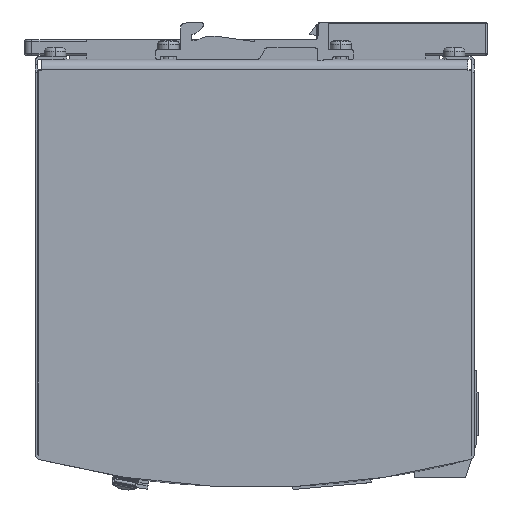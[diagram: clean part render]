
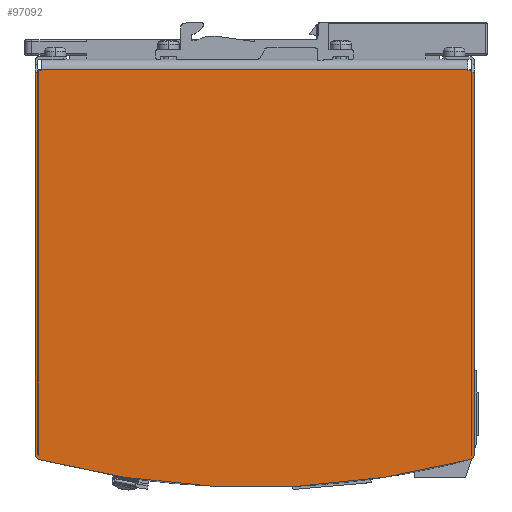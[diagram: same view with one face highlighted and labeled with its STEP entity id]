
A CAD part, left-side view. The second image highlights one B-rep face of the part: STEP entity #97092.
In plain terms, the highlighted planar face has unit normal (-1, 0, 0).
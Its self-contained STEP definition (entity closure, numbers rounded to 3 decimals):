
#78=DIRECTION('',(0.,0.,1.));
#79=VECTOR('',#78,107.631);
#80=CARTESIAN_POINT('',(-34.686,-62.199,-109.781));
#81=LINE('',#80,#79);
#263=DIRECTION('',(0.,0.,1.));
#264=VECTOR('',#263,108.595);
#265=CARTESIAN_POINT('',(-34.686,60.203,-110.195));
#266=LINE('',#265,#264);
#271=DIRECTION('',(0.,-1.,0.));
#272=VECTOR('',#271,1.);
#273=CARTESIAN_POINT('',(-34.686,60.201,-1.6));
#274=LINE('',#273,#272);
#284=DIRECTION('',(0.,0.,1.));
#285=VECTOR('',#284,0.1);
#286=CARTESIAN_POINT('',(-34.686,59.201,-1.6));
#287=LINE('',#286,#285);
#430=DIRECTION('',(0.,0.,-1.));
#431=VECTOR('',#430,0.1);
#432=CARTESIAN_POINT('',(-34.686,-61.099,
-1.5));
#433=LINE('',#432,#431);
#497=DIRECTION('',(0.,-1.,0.));
#498=VECTOR('',#497,120.3);
#499=CARTESIAN_POINT('',(-34.686,59.201,-1.5));
#500=LINE('',#499,#498);
#3410=DIRECTION('',(0.,0.,-1.));
#3411=VECTOR('',#3410,107.631);
#3412=CARTESIAN_POINT('',(-34.686,-62.949,
-2.15));
#3413=LINE('',#3412,#3411);
#7902=DIRECTION('',(0.,0.,1.));
#7903=VECTOR('',#7902,107.631);
#7904=CARTESIAN_POINT('',(-34.686,61.051,
-109.781));
#7905=LINE('',#7904,#7903);
#7910=DIRECTION('',(0.,-1.,0.));
#7911=VECTOR('',#7910,0.75);
#7912=CARTESIAN_POINT('',(-34.686,61.051,
-2.15));
#7913=LINE('',#7912,#7911);
#7926=DIRECTION('',(0.,0.,-1.));
#7927=VECTOR('',#7926,107.631);
#7928=CARTESIAN_POINT('',(-34.686,60.301,
-2.15));
#7929=LINE('',#7928,#7927);
#7934=DIRECTION('',(0.,0.,1.));
#7935=VECTOR('',#7934,108.598);
#7936=CARTESIAN_POINT('',(-34.686,-62.102,
-110.198));
#7937=LINE('',#7936,#7935);
#7938=CARTESIAN_POINT('',(-34.686,-62.199,
-109.781));
#7939=CARTESIAN_POINT('',(-34.686,-62.199,
-109.853));
#7940=CARTESIAN_POINT('',(-34.686,-62.185,
-110.002));
#7941=CARTESIAN_POINT('',(-34.686,-62.134,
-110.127));
#7942=CARTESIAN_POINT('',(-34.686,-62.102,
-110.198));
#7944=CARTESIAN_POINT('',(-34.686,-61.199,
-109.781));
#7945=DIRECTION('',(-1.,0.,0.));
#7946=DIRECTION('',(0.,-0.252,-0.968));
#7947=AXIS2_PLACEMENT_3D('',#7944,#7945,#7946);
#7949=CARTESIAN_POINT('',(-34.686,-0.949,121.5));
#7950=DIRECTION('',(-1.,0.,0.));
#7951=DIRECTION('',(0.,0.252,-0.968));
#7952=AXIS2_PLACEMENT_3D('',#7949,#7950,#7951);
#7954=CARTESIAN_POINT('',(-34.686,59.301,
-109.781));
#7955=DIRECTION('',(-1.,0.,0.));
#7956=DIRECTION('',(0.,1.,0.));
#7957=AXIS2_PLACEMENT_3D('',#7954,#7955,#7956);
#7959=CARTESIAN_POINT('',(-34.686,59.301,
-109.781));
#7960=DIRECTION('',(1.,0.,0.));
#7961=DIRECTION('',(0.,0.908,-0.418));
#7962=AXIS2_PLACEMENT_3D('',#7959,#7960,#7961);
#7972=DIRECTION('',(0.,-1.,0.));
#7973=VECTOR('',#7972,1.);
#7974=CARTESIAN_POINT('',(-34.686,-61.099,
-1.6));
#7975=LINE('',#7974,#7973);
#7980=DIRECTION('',(0.,-1.,0.));
#7981=VECTOR('',#7980,0.75);
#7982=CARTESIAN_POINT('',(-34.686,-62.199,
-2.15));
#7983=LINE('',#7982,#7981);
#57776=CARTESIAN_POINT('',(-34.686,-61.64,
-111.475));
#57777=VERTEX_POINT('',#57776);
#57778=CARTESIAN_POINT('',(-34.686,59.742,
-111.475));
#57779=VERTEX_POINT('',#57778);
#57866=CARTESIAN_POINT('',(-34.686,-62.949,
-2.15));
#57867=VERTEX_POINT('',#57866);
#57868=CARTESIAN_POINT('',(-34.686,-62.949,
-109.781));
#57869=VERTEX_POINT('',#57868);
#60066=CARTESIAN_POINT('',(-34.686,-62.199,
-109.781));
#60067=VERTEX_POINT('',#60066);
#60068=CARTESIAN_POINT('',(-34.686,-62.199,
-2.15));
#60069=VERTEX_POINT('',#60068);
#62345=CARTESIAN_POINT('',(-34.686,60.301,
-2.15));
#62347=VERTEX_POINT('',#62345);
#62350=CARTESIAN_POINT('',(-34.686,61.051,
-2.15));
#62351=VERTEX_POINT('',#62350);
#62360=CARTESIAN_POINT('',(-34.686,60.301,
-109.781));
#62361=VERTEX_POINT('',#62360);
#62362=CARTESIAN_POINT('',(-34.686,61.051,
-109.781));
#62363=VERTEX_POINT('',#62362);
#67754=CARTESIAN_POINT('',(-34.686,60.203,
-110.195));
#67756=VERTEX_POINT('',#67754);
#67776=CARTESIAN_POINT('',(-34.686,-62.102,
-110.198));
#67777=VERTEX_POINT('',#67776);
#67778=CARTESIAN_POINT('',(-34.686,-62.099,
-1.6));
#67779=VERTEX_POINT('',#67778);
#67780=CARTESIAN_POINT('',(-34.686,-61.099,
-1.6));
#67781=VERTEX_POINT('',#67780);
#67782=CARTESIAN_POINT('',(-34.686,-61.099,
-1.5));
#67783=VERTEX_POINT('',#67782);
#67784=CARTESIAN_POINT('',(-34.686,59.201,
-1.5));
#67785=VERTEX_POINT('',#67784);
#67786=CARTESIAN_POINT('',(-34.686,59.201,
-1.6));
#67787=VERTEX_POINT('',#67786);
#67788=CARTESIAN_POINT('',(-34.686,60.201,
-1.6));
#67789=VERTEX_POINT('',#67788);
#97064=CARTESIAN_POINT('',(-34.686,-0.949,
-72.385));
#97065=DIRECTION('',(1.,0.,0.));
#97066=DIRECTION('',(0.,0.,-1.));
#97067=AXIS2_PLACEMENT_3D('',#97064,#97065,#97066);
#97068=PLANE('',#97067);
#97069=ORIENTED_EDGE('',*,*,#73197,.T.);
#97070=ORIENTED_EDGE('',*,*,#73217,.T.);
#97071=ORIENTED_EDGE('',*,*,#73239,.T.);
#97072=ORIENTED_EDGE('',*,*,#73505,.T.);
#97073=ORIENTED_EDGE('',*,*,#73437,.T.);
#97075=ORIENTED_EDGE('',*,*,#97074,.T.);
#97077=ORIENTED_EDGE('',*,*,#97076,.F.);
#97078=ORIENTED_EDGE('',*,*,#72999,.F.);
#97079=ORIENTED_EDGE('',*,*,#70235,.T.);
#97081=ORIENTED_EDGE('',*,*,#97080,.T.);
#97082=ORIENTED_EDGE('',*,*,#79076,.T.);
#97083=ORIENTED_EDGE('',*,*,#81825,.F.);
#97084=ORIENTED_EDGE('',*,*,#81865,.F.);
#97085=ORIENTED_EDGE('',*,*,#90479,.F.);
#97086=ORIENTED_EDGE('',*,*,#90500,.T.);
#97087=ORIENTED_EDGE('',*,*,#93766,.T.);
#97088=ORIENTED_EDGE('',*,*,#93793,.T.);
#97089=ORIENTED_EDGE('',*,*,#73144,.F.);
#97090=EDGE_LOOP('',(#97069,#97070,#97071,#97072,#97073,#97075,#97077,#97078,
#97079,#97081,#97082,#97083,#97084,#97085,#97086,#97087,#97088,#97089));
#97091=FACE_OUTER_BOUND('',#97090,.F.);
#97092=ADVANCED_FACE('',(#97091),#97068,.F.);
#7943=B_SPLINE_CURVE_WITH_KNOTS('',3,(#7938,#7939,#7940,#7941,#7942),
.UNSPECIFIED.,.F.,.F.,(4,1,4),(0.,0.5,1.),.UNSPECIFIED.);
#7948=CIRCLE('',#7947,1.75);
#7953=CIRCLE('',#7952,240.75);
#7958=CIRCLE('',#7957,1.75);
#7963=CIRCLE('',#7962,1.);
#70235=EDGE_CURVE('',#60067,#60069,#81,.T.);
#72999=EDGE_CURVE('',#60067,#67777,#7943,.T.);
#73144=EDGE_CURVE('',#67756,#62361,#7963,.T.);
#73197=EDGE_CURVE('',#67756,#67789,#266,.T.);
#73217=EDGE_CURVE('',#67789,#67787,#274,.T.);
#73239=EDGE_CURVE('',#67787,#67785,#287,.T.);
#73437=EDGE_CURVE('',#67783,#67781,#433,.T.);
#73505=EDGE_CURVE('',#67785,#67783,#500,.T.);
#79076=EDGE_CURVE('',#57867,#57869,#3413,.T.);
#81825=EDGE_CURVE('',#57777,#57869,#7948,.T.);
#81865=EDGE_CURVE('',#57779,#57777,#7953,.T.);
#90479=EDGE_CURVE('',#62363,#57779,#7958,.T.);
#90500=EDGE_CURVE('',#62363,#62351,#7905,.T.);
#93766=EDGE_CURVE('',#62351,#62347,#7913,.T.);
#93793=EDGE_CURVE('',#62347,#62361,#7929,.T.);
#97074=EDGE_CURVE('',#67781,#67779,#7975,.T.);
#97076=EDGE_CURVE('',#67777,#67779,#7937,.T.);
#97080=EDGE_CURVE('',#60069,#57867,#7983,.T.);
